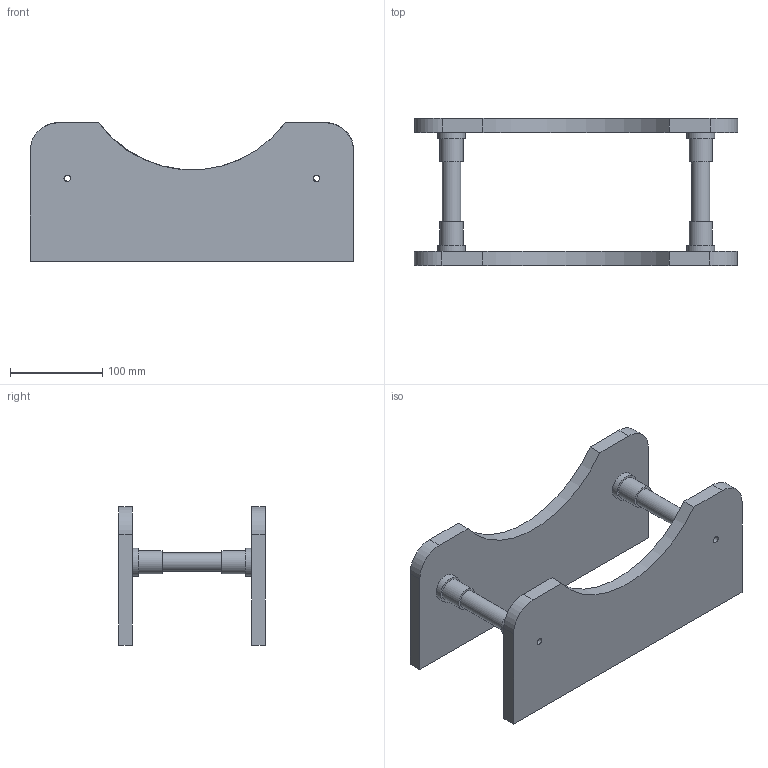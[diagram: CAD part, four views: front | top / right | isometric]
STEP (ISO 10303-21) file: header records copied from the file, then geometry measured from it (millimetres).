
FILE_DESCRIPTION(('STEP AP214'), '1');
FILE_NAME('栖闉罻', '', ('UNSPECIFIED'), ('UNSPECIFIED'), 'C3D Converter', 'C3D Toolkit', '');
FILE_SCHEMA(('AUTOMOTIVE_DESIGN { 1 0 10303 214 3 1 1}'));
Length unit declared in the file: millimetre
Assembly tree (4 placements, depth 2):
  (unnamed)
    (unnamed)  x2
    (unnamed)  x2
Bounding box: 350.34 x 159 x 150.19 mm (x, y, z)
Volume: 1438766.2 mm3; surface area: 240908.6 mm2
Topology: 4 solids, 4 shells, 64 faces, 120 edges, 80 vertices
Faces by surface type: plane 34, cylinder 30
Full cylindrical faces by diameter (mm): 6.5 x2, 7 x4, 12 x4, 20 x6, 25 x4, 30 x4
Entity records: 964 total; most frequent: DIRECTION 152, CARTESIAN_POINT 125, ORIENTED_EDGE 96, AXIS2_PLACEMENT_3D 67, EDGE_LOOP 58, EDGE_CURVE 48, VERTEX_POINT 40, FACE_BOUND 34
